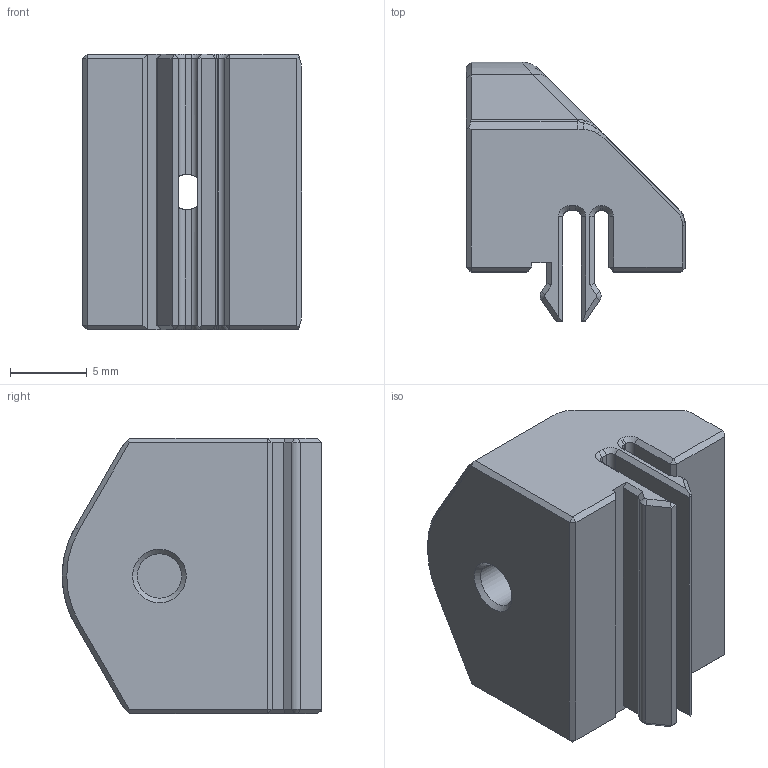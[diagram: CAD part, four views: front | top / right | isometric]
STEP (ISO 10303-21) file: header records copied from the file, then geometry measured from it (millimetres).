
FILE_DESCRIPTION(/* description */ (''),/* implementation_level */ '2;1');
FILE_NAME(/* name */ 'ZeroPanels_Magnet_Receiver.step',/* time_stamp */ '2023-03-05T17:18:13-08:00',/* author */ (''),/* organization */ (''),/* preprocessor_version */ 'ST-DEVELOPER v19.2',/* originating_system */ 'Autodesk Translation Framework v11.17.0.187',/* authorisation */ '');
FILE_SCHEMA (('AUTOMOTIVE_DESIGN { 1 0 10303 214 3 1 1 }'));
Length unit declared in the file: millimetre
Products named in the file (1): ZeroPanels_Magnet_Receiver_Half_Inch
Bounding box: 14.3 x 16.95 x 18 mm (x, y, z)
Volume: 2275.5 mm3; surface area: 1688.1 mm2
Topology: 1 solids, 1 shells, 135 faces, 327 edges, 194 vertices
Faces by surface type: plane 77, cylinder 22, bspline 19, cone 17
Full cylindrical faces by diameter (mm): 2.3 x1, 2.9 x1, 4.5 x1
Entity records: 4188 total; most frequent: CARTESIAN_POINT 1104, ORIENTED_EDGE 654, DIRECTION 602, EDGE_CURVE 327, LINE 222, VECTOR 222, VERTEX_POINT 194, AXIS2_PLACEMENT_3D 190
